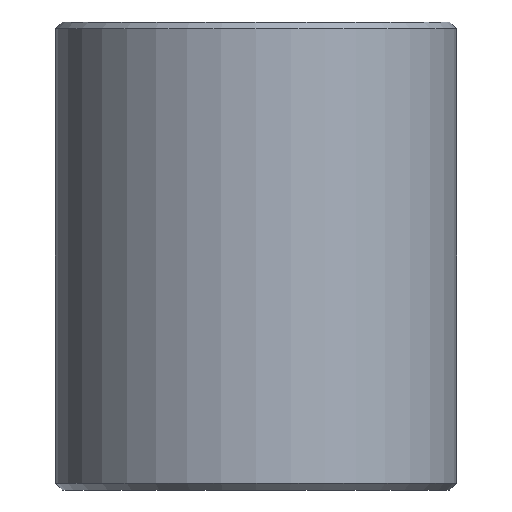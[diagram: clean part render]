
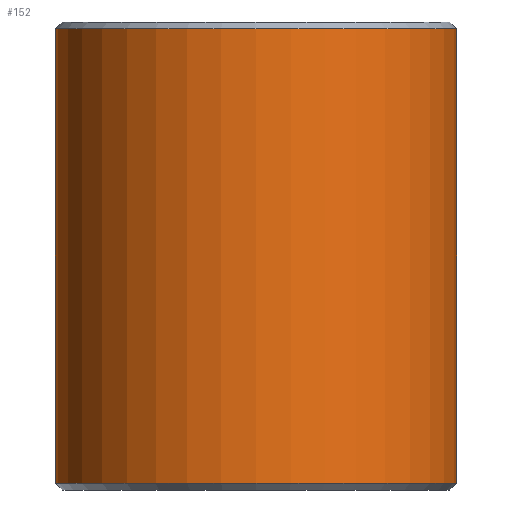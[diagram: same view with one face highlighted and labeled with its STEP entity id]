
A CAD part, front view. The second image highlights one B-rep face of the part: STEP entity #152.
In plain terms, the highlighted cylindrical face has radius 30 mm (diameter 60 mm), a partial arc.
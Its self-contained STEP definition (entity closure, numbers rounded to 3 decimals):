
#13 = ORIENTED_EDGE ( 'NONE', *, *, #487, .T. ) ;
#23 = LINE ( 'NONE', #258, #260 ) ;
#29 = CARTESIAN_POINT ( 'NONE',  ( 0., 0., 1. ) ) ;
#49 = DIRECTION ( 'NONE',  ( 0., 0., 1. ) ) ;
#55 = AXIS2_PLACEMENT_3D ( 'NONE', #275, #234, #194 ) ;
#80 = DIRECTION ( 'NONE',  ( 1., 0., 0. ) ) ;
#107 = EDGE_CURVE ( 'NONE', #518, #407, #229, .T. ) ;
#110 = EDGE_LOOP ( 'NONE', ( #274, #13, #200, #397 ) ) ;
#147 = EDGE_CURVE ( 'NONE', #474, #518, #272, .T. ) ;
#152 = ADVANCED_FACE ( 'NONE', ( #496 ), #267, .T. ) ;
#194 = DIRECTION ( 'NONE',  ( 1., 0., 0. ) ) ;
#200 = ORIENTED_EDGE ( 'NONE', *, *, #147, .T. ) ;
#206 = CIRCLE ( 'NONE', #404, 30. ) ;
#221 = AXIS2_PLACEMENT_3D ( 'NONE', #508, #269, #484 ) ;
#229 = CIRCLE ( 'NONE', #221, 30. ) ;
#234 = DIRECTION ( 'NONE',  ( 0., 0., 1. ) ) ;
#258 = CARTESIAN_POINT ( 'NONE',  ( -30., 0., 0. ) ) ;
#260 = VECTOR ( 'NONE', #49, 1000. ) ;
#267 = CYLINDRICAL_SURFACE ( 'NONE', #55, 30. ) ;
#269 = DIRECTION ( 'NONE',  ( 0., 0., -1. ) ) ;
#272 = LINE ( 'NONE', #480, #347 ) ;
#274 = ORIENTED_EDGE ( 'NONE', *, *, #531, .F. ) ;
#275 = CARTESIAN_POINT ( 'NONE',  ( 0., 0., 0. ) ) ;
#287 = VERTEX_POINT ( 'NONE', #417 ) ;
#312 = DIRECTION ( 'NONE',  ( 0., 0., 1. ) ) ;
#328 = CARTESIAN_POINT ( 'NONE',  ( 30., 0., 69. ) ) ;
#347 = VECTOR ( 'NONE', #312, 1000. ) ;
#368 = CARTESIAN_POINT ( 'NONE',  ( 30., 0., 1. ) ) ;
#397 = ORIENTED_EDGE ( 'NONE', *, *, #107, .T. ) ;
#404 = AXIS2_PLACEMENT_3D ( 'NONE', #29, #532, #80 ) ;
#407 = VERTEX_POINT ( 'NONE', #497 ) ;
#417 = CARTESIAN_POINT ( 'NONE',  ( -30., 0., 1. ) ) ;
#474 = VERTEX_POINT ( 'NONE', #368 ) ;
#480 = CARTESIAN_POINT ( 'NONE',  ( 30., 0., 0. ) ) ;
#484 = DIRECTION ( 'NONE',  ( 1., 0., 0. ) ) ;
#487 = EDGE_CURVE ( 'NONE', #287, #474, #206, .T. ) ;
#496 = FACE_OUTER_BOUND ( 'NONE', #110, .T. ) ;
#497 = CARTESIAN_POINT ( 'NONE',  ( -30., 0., 69. ) ) ;
#508 = CARTESIAN_POINT ( 'NONE',  ( 0., 0., 69. ) ) ;
#518 = VERTEX_POINT ( 'NONE', #328 ) ;
#531 = EDGE_CURVE ( 'NONE', #287, #407, #23, .T. ) ;
#532 = DIRECTION ( 'NONE',  ( 0., 0., 1. ) ) ;
